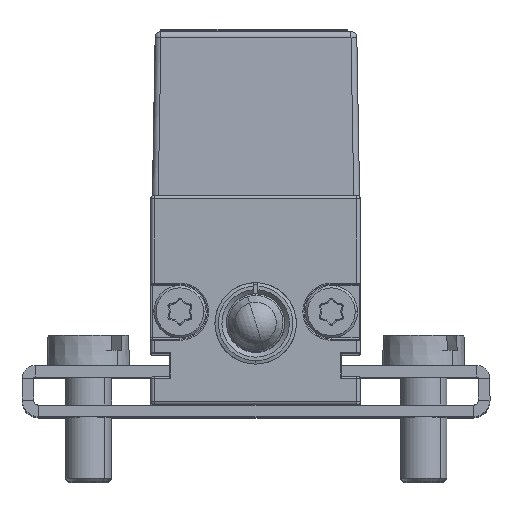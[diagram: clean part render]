
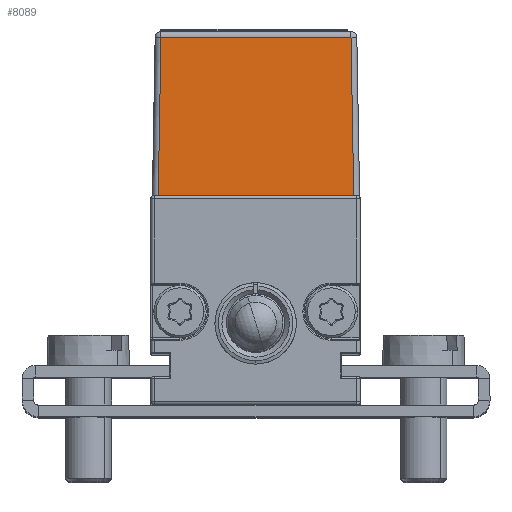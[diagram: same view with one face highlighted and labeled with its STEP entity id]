
A CAD part, top view. The second image highlights one B-rep face of the part: STEP entity #8089.
In plain terms, the highlighted planar face has unit normal (0, 0.018, 1).
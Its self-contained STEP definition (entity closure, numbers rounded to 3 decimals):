
#198 = EDGE_CURVE ( 'NONE', #13779, #9619, #24899, .T. ) ;
#4984 = EDGE_CURVE ( 'NONE', #18524, #13779, #18440, .T. ) ;
#4988 = LINE ( 'NONE', #7858, #22227 ) ;
#5259 = FACE_OUTER_BOUND ( 'NONE', #19914, .T. ) ;
#6277 = ORIENTED_EDGE ( 'NONE', *, *, #4984, .T. ) ;
#6437 = VECTOR ( 'NONE', #28228, 1000. ) ;
#7486 = EDGE_CURVE ( 'NONE', #17794, #18524, #13631, .T. ) ;
#7858 = CARTESIAN_POINT ( 'NONE',  ( 8.421, 18.302, 89.403 ) ) ;
#8089 = ADVANCED_FACE ( 'NONE', ( #5259 ), #17499, .T. ) ;
#9125 = EDGE_CURVE ( 'NONE', #9619, #17794, #4988, .T. ) ;
#9619 = VERTEX_POINT ( 'NONE', #23860 ) ;
#9775 = CARTESIAN_POINT ( 'NONE',  ( -8.129, 31.583, 89.171 ) ) ;
#10824 = CARTESIAN_POINT ( 'NONE',  ( -8.868, 18., 89.409 ) ) ;
#11017 = CARTESIAN_POINT ( 'NONE',  ( -8.868, 18., 89.409 ) ) ;
#11058 = ORIENTED_EDGE ( 'NONE', *, *, #198, .T. ) ;
#11209 = DIRECTION ( 'NONE',  ( 1., 0., 0. ) ) ;
#13125 = DIRECTION ( 'NONE',  ( 0., -1., 0.017 ) ) ;
#13151 = VECTOR ( 'NONE', #11209, 1000. ) ;
#13631 = LINE ( 'NONE', #23849, #18783 ) ;
#13779 = VERTEX_POINT ( 'NONE', #27638 ) ;
#17251 = CARTESIAN_POINT ( 'NONE',  ( -8.366, 17.991, 89.409 ) ) ;
#17310 = DIRECTION ( 'NONE',  ( -1., 0., 0. ) ) ;
#17499 = PLANE ( 'NONE',  #29126 ) ;
#17794 = VERTEX_POINT ( 'NONE', #24551 ) ;
#17902 = ORIENTED_EDGE ( 'NONE', *, *, #7486, .T. ) ;
#18440 = LINE ( 'NONE', #17251, #6437 ) ;
#18524 = VERTEX_POINT ( 'NONE', #9775 ) ;
#18783 = VECTOR ( 'NONE', #17310, 1000. ) ;
#19914 = EDGE_LOOP ( 'NONE', ( #28386, #17902, #6277, #11058 ) ) ;
#22227 = VECTOR ( 'NONE', #25695, 1000. ) ;
#23849 = CARTESIAN_POINT ( 'NONE',  ( -8.868, 31.583, 89.171 ) ) ;
#23860 = CARTESIAN_POINT ( 'NONE',  ( 8.426, 18., 89.409 ) ) ;
#24551 = CARTESIAN_POINT ( 'NONE',  ( 8.189, 31.583, 89.171 ) ) ;
#24899 = LINE ( 'NONE', #11017, #13151 ) ;
#25695 = DIRECTION ( 'NONE',  ( -0.017, 1., -0.017 ) ) ;
#26315 = DIRECTION ( 'NONE',  ( 0., 0.017, 1. ) ) ;
#27638 = CARTESIAN_POINT ( 'NONE',  ( -8.366, 18., 89.409 ) ) ;
#28228 = DIRECTION ( 'NONE',  ( -0.017, -1., 0.017 ) ) ;
#28386 = ORIENTED_EDGE ( 'NONE', *, *, #9125, .T. ) ;
#29126 = AXIS2_PLACEMENT_3D ( 'NONE', #10824, #26315, #13125 ) ;
